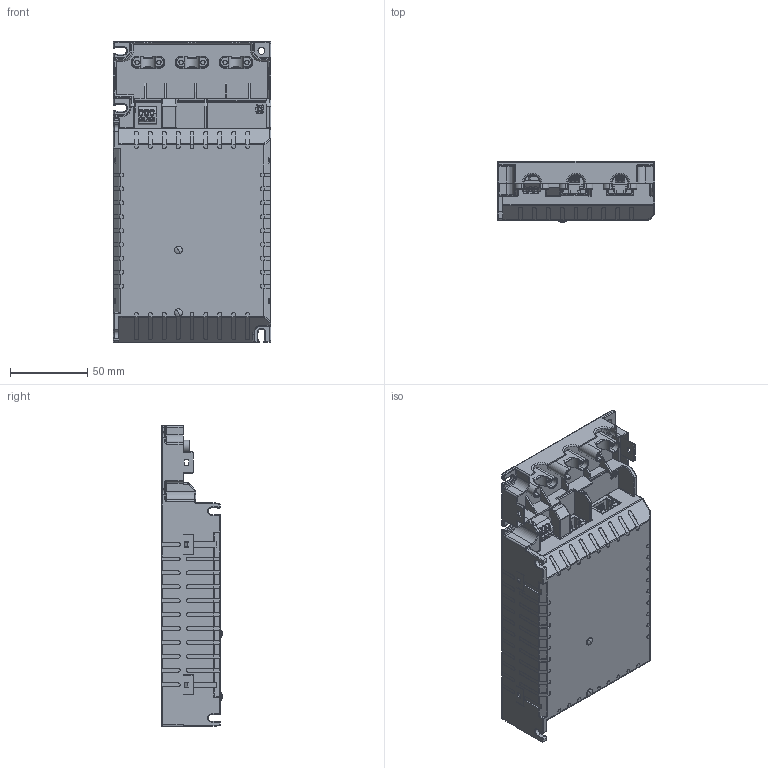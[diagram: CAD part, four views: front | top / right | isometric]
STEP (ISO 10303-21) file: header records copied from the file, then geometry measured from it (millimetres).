
FILE_DESCRIPTION(('Creo Elements/Direct Modeling STEP Export'),'2;1');
FILE_NAME('3D_B2L_LAN_Gateway.stp','2020-05-29T10:20:45',(''),(''),'PTC Creo Elements/Direct Modeling STEP processor for AP214 (Solid Model)','PTC Creo Elements/Direct Modeling 19.0E 27-Jun-2016 (C) Parametric Technology GmbH','');
FILE_SCHEMA(('AUTOMOTIVE_DESIGN { 1 0 10303 214 1 1 1 1 }'));
Products named in the file (2): 3D_B2L_LAN_Gateway
Assembly tree (1 placements, depth 2):
  3D_B2L_LAN_Gateway
    3D_B2L_LAN_Gateway
Bounding box: 102 x 39.3 x 195 mm (x, y, z)
Volume: 144934.4 mm3; surface area: 154895.5 mm2
Topology: 1 solids, 1 shells, 4676 faces, 12944 edges, 8288 vertices
Faces by surface type: plane 3290, cylinder 1001, bspline 218, torus 112, cone 32, sphere 15, revolution 8
Entity records: 176638 total; most frequent: CARTESIAN_POINT 47071, ORIENTED_EDGE 25866, DIRECTION 21246, EDGE_CURVE 12925, VECTOR 9692, LINE 9692, VERTEX_POINT 8288, AXIS2_PLACEMENT_3D 5773
